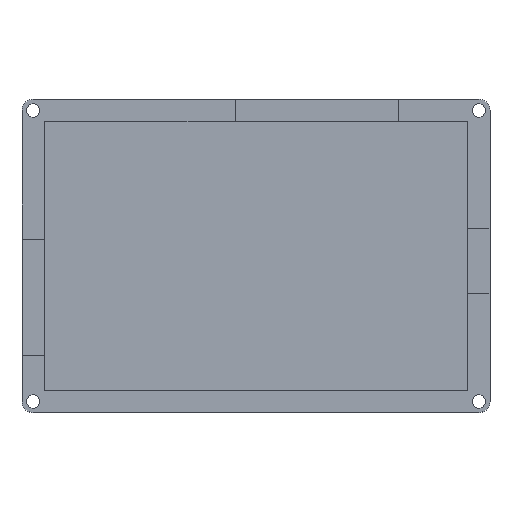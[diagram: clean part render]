
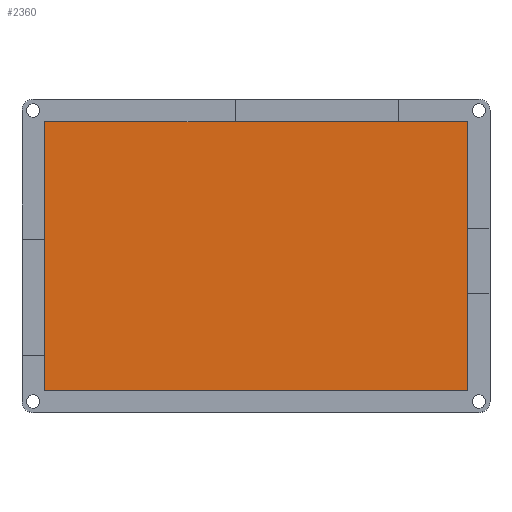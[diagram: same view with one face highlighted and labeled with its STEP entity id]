
A CAD part, top view. The second image highlights one B-rep face of the part: STEP entity #2360.
In plain terms, the highlighted planar face has unit normal (0, 0, 1).
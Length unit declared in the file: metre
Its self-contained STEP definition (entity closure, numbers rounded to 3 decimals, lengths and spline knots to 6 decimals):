
#174=LINE('',#3355,#388);
#179=LINE('',#3364,#393);
#181=LINE('',#3368,#395);
#193=LINE('',#3392,#407);
#388=VECTOR('',#2694,1.);
#393=VECTOR('',#2701,1.);
#395=VECTOR('',#2705,1.);
#407=VECTOR('',#2731,1.);
#724=ORIENTED_EDGE('',*,*,#1403,.F.);
#725=ORIENTED_EDGE('',*,*,#1398,.T.);
#726=ORIENTED_EDGE('',*,*,#1417,.T.);
#727=ORIENTED_EDGE('',*,*,#1405,.F.);
#1398=EDGE_CURVE('',#1753,#1752,#174,.T.);
#1403=EDGE_CURVE('',#1753,#1756,#179,.T.);
#1405=EDGE_CURVE('',#1756,#1757,#181,.T.);
#1417=EDGE_CURVE('',#1752,#1757,#193,.T.);
#1752=VERTEX_POINT('',#3354);
#1753=VERTEX_POINT('',#3356);
#1756=VERTEX_POINT('',#3365);
#1757=VERTEX_POINT('',#3369);
#2025=EDGE_LOOP('',(#724,#725,#726,#727));
#2173=FACE_BOUND('',#2025,.T.);
#2300=PLANE('',#2521);
#2360=ADVANCED_FACE('',(#2173),#2300,.T.);
#2521=AXIS2_PLACEMENT_3D('',#3393,#2732,#2733);
#2694=DIRECTION('',(-1.,0.,0.));
#2701=DIRECTION('',(0.,-1.,0.));
#2705=DIRECTION('',(-1.,0.,0.));
#2731=DIRECTION('',(0.,-1.,0.));
#2732=DIRECTION('',(0.,0.,1.));
#2733=DIRECTION('',(1.,0.,0.));
#3354=CARTESIAN_POINT('',(-0.04735,0.03005,0.0025));
#3355=CARTESIAN_POINT('',(0.,0.03005,0.0025));
#3356=CARTESIAN_POINT('',(0.04735,0.03005,0.0025));
#3364=CARTESIAN_POINT('',(0.04735,0.,0.0025));
#3365=CARTESIAN_POINT('',(0.04735,-0.03005,0.0025));
#3368=CARTESIAN_POINT('',(0.,-0.03005,0.0025));
#3369=CARTESIAN_POINT('',(-0.04735,-0.03005,0.0025));
#3392=CARTESIAN_POINT('',(-0.04735,0.,0.0025));
#3393=CARTESIAN_POINT('',(0.,0.,0.0025));
